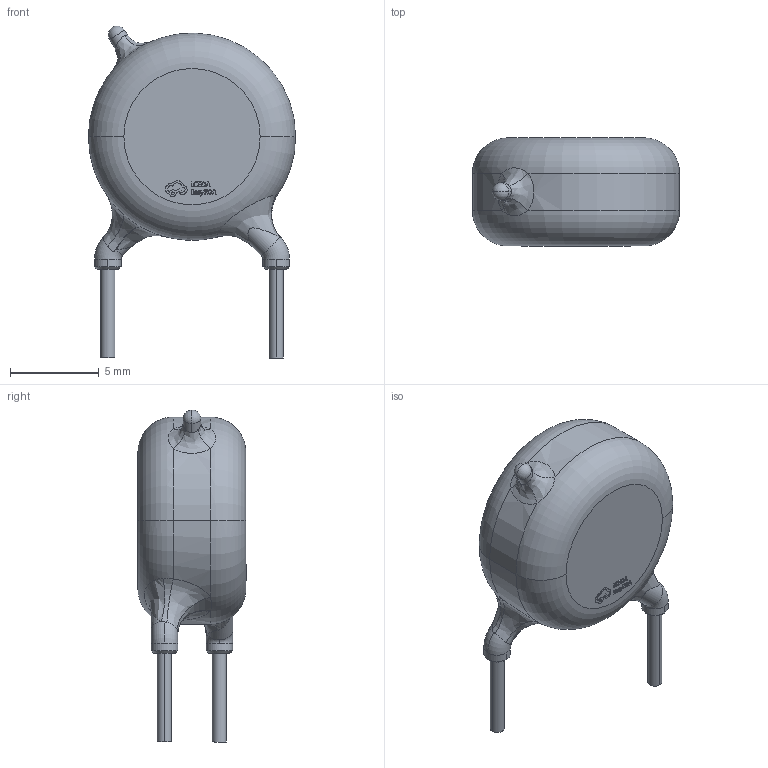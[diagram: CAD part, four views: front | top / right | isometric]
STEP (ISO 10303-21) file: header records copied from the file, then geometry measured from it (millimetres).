
FILE_DESCRIPTION (( 'STEP AP214' ), '1' );
FILE_NAME ('CAP-TH_L11.7-W6.1-P9.50-D0.8-S3.10.STEP', '2023-04-24T14:13:48', ( '' ), ( '' ), 'SwSTEP 2.0', 'SolidWorks 2020', '' );
FILE_SCHEMA (( 'AUTOMOTIVE_DESIGN' ));
Length unit declared in the file: millimetre
Products named in the file (1): CAP-TH_L11.7-W6.1-P9.50-D0.8-S3.10
Bounding box: 11.7 x 6.11 x 18.75 mm (x, y, z)
Volume: 621.8 mm3; surface area: 431.5 mm2
Topology: 1 solids, 1 shells, 273 faces, 730 edges, 478 vertices
Faces by surface type: plane 128, bspline 114, cylinder 17, torus 8, cone 4, sphere 2
Entity records: 13344 total; most frequent: CARTESIAN_POINT 4521, ORIENTED_EDGE 1452, DIRECTION 757, EDGE_CURVE 726, VERTEX_POINT 476, B_SPLINE_CURVE_WITH_KNOTS 359, VECTOR 297, LINE 297
